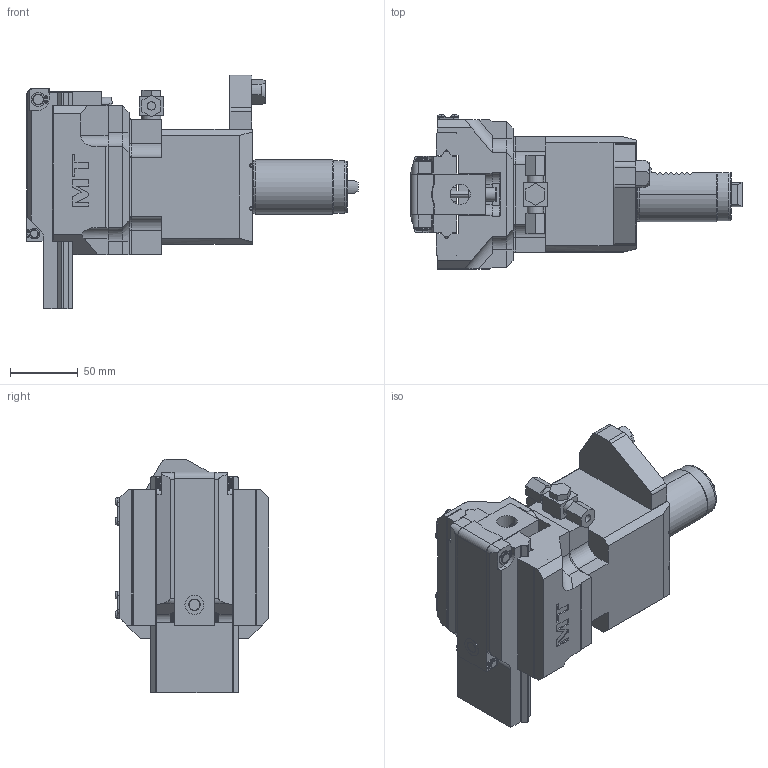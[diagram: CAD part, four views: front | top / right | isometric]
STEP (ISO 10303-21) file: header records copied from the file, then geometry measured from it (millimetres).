
FILE_DESCRIPTION((''),'2;1');
FILE_NAME('MZK0400100_CONF','2025-01-08T09:44:31',('fpalella'),('M.T. srl'),'CREO PARAMETRIC BY PTC INC, 2023352','CREO PARAMETRIC BY PTC INC, 2023352','');
FILE_SCHEMA(('CONFIG_CONTROL_DESIGN'));
Length unit declared in the file: millimetre
Products named in the file (1): MZK0400100_CONF
Bounding box: 245.05 x 113.65 x 172.5 mm (x, y, z)
Volume: 1527600.2 mm3; surface area: 148633.4 mm2
Topology: 1 solids, 1 shells, 609 faces, 1629 edges, 1048 vertices
Faces by surface type: plane 348, cylinder 199, cone 32, torus 18, bspline 8, extrusion 4
Entity records: 20835 total; most frequent: CARTESIAN_POINT 5456, ORIENTED_EDGE 3258, DIRECTION 3116, EDGE_CURVE 1629, VECTOR 1054, LINE 1050, VERTEX_POINT 1048, AXIS2_PLACEMENT_3D 1031
